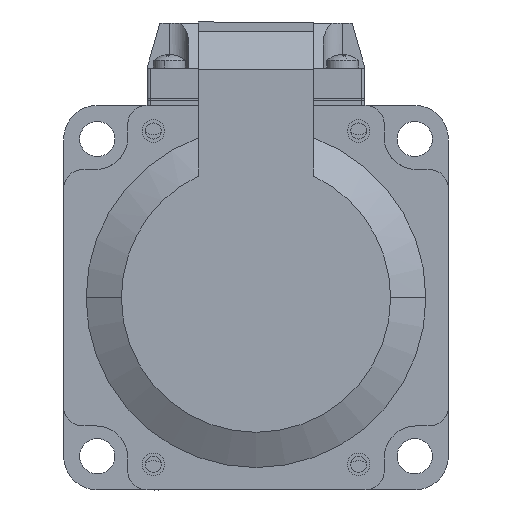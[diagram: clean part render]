
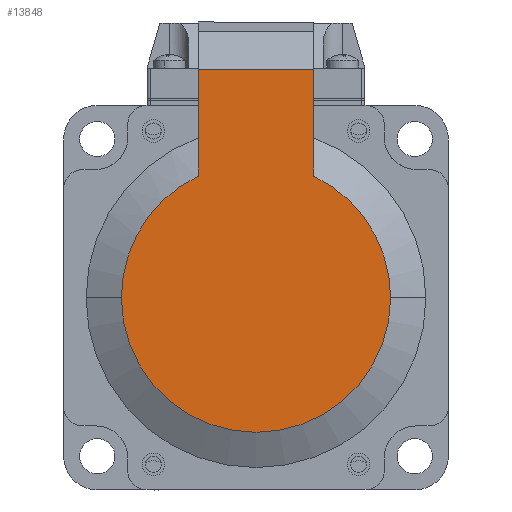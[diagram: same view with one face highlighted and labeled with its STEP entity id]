
A CAD part, left-side view. The second image highlights one B-rep face of the part: STEP entity #13848.
In plain terms, the highlighted planar face has unit normal (-1, 0, 0).
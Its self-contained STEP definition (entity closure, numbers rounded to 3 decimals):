
#588 = VERTEX_POINT ( 'NONE', #17840 ) ;
#610 = CARTESIAN_POINT ( 'NONE',  ( -26., 9., 35.583 ) ) ;
#838 = DIRECTION ( 'NONE',  ( 0., 0., 1. ) ) ;
#1041 = ORIENTED_EDGE ( 'NONE', *, *, #9620, .T. ) ;
#1344 = DIRECTION ( 'NONE',  ( 0., -1., 0. ) ) ;
#1414 = CARTESIAN_POINT ( 'NONE',  ( -26., 0., 0. ) ) ;
#1658 = EDGE_LOOP ( 'NONE', ( #4140, #7458, #14353, #14888, #1041, #21478 ) ) ;
#1767 = EDGE_CURVE ( 'NONE', #18238, #10705, #17286, .T. ) ;
#3235 = VERTEX_POINT ( 'NONE', #17522 ) ;
#3676 = DIRECTION ( 'NONE',  ( -1., 0., 0. ) ) ;
#4140 = ORIENTED_EDGE ( 'NONE', *, *, #18998, .F. ) ;
#4531 = CARTESIAN_POINT ( 'NONE',  ( -26., 9., 35.583 ) ) ;
#5587 = EDGE_CURVE ( 'NONE', #3235, #22681, #9552, .T. ) ;
#5636 = LINE ( 'NONE', #4531, #7566 ) ;
#5682 = CARTESIAN_POINT ( 'NONE',  ( -26., 0., 0. ) ) ;
#6516 = AXIS2_PLACEMENT_3D ( 'NONE', #1414, #15713, #17368 ) ;
#6719 = CARTESIAN_POINT ( 'NONE',  ( -26., 0., 0. ) ) ;
#7007 = CARTESIAN_POINT ( 'NONE',  ( -26., 9., 18.974 ) ) ;
#7458 = ORIENTED_EDGE ( 'NONE', *, *, #1767, .T. ) ;
#7566 = VECTOR ( 'NONE', #15384, 1000. ) ;
#8513 = DIRECTION ( 'NONE',  ( 0., 1., 0. ) ) ;
#9118 = AXIS2_PLACEMENT_3D ( 'NONE', #6719, #17716, #19373 ) ;
#9552 = CIRCLE ( 'NONE', #6516, 21. ) ;
#9620 = EDGE_CURVE ( 'NONE', #22681, #588, #9850, .T. ) ;
#9850 = LINE ( 'NONE', #13384, #18900 ) ;
#10374 = AXIS2_PLACEMENT_3D ( 'NONE', #21333, #15809, #8513 ) ;
#10705 = VERTEX_POINT ( 'NONE', #11699 ) ;
#11640 = LINE ( 'NONE', #15790, #22086 ) ;
#11699 = CARTESIAN_POINT ( 'NONE',  ( -26., 21., 0. ) ) ;
#13384 = CARTESIAN_POINT ( 'NONE',  ( -26., -9., 35.583 ) ) ;
#13848 = ADVANCED_FACE ( 'NONE', ( #14304 ), #14229, .T. ) ;
#14229 = PLANE ( 'NONE',  #10374 ) ;
#14304 = FACE_OUTER_BOUND ( 'NONE', #1658, .T. ) ;
#14353 = ORIENTED_EDGE ( 'NONE', *, *, #20683, .T. ) ;
#14888 = ORIENTED_EDGE ( 'NONE', *, *, #5587, .T. ) ;
#14947 = CIRCLE ( 'NONE', #9118, 21. ) ;
#15384 = DIRECTION ( 'NONE',  ( 0., 0., 1. ) ) ;
#15713 = DIRECTION ( 'NONE',  ( -1., 0., 0. ) ) ;
#15790 = CARTESIAN_POINT ( 'NONE',  ( -26., 9., 35.583 ) ) ;
#15809 = DIRECTION ( 'NONE',  ( -1., 0., 0. ) ) ;
#16503 = DIRECTION ( 'NONE',  ( 0., 1., 0. ) ) ;
#17286 = CIRCLE ( 'NONE', #18433, 21. ) ;
#17368 = DIRECTION ( 'NONE',  ( 0., 1., 0. ) ) ;
#17522 = CARTESIAN_POINT ( 'NONE',  ( -26., -21., 0. ) ) ;
#17716 = DIRECTION ( 'NONE',  ( -1., 0., 0. ) ) ;
#17840 = CARTESIAN_POINT ( 'NONE',  ( -26., -9., 35.583 ) ) ;
#18018 = VERTEX_POINT ( 'NONE', #610 ) ;
#18238 = VERTEX_POINT ( 'NONE', #7007 ) ;
#18433 = AXIS2_PLACEMENT_3D ( 'NONE', #5682, #3676, #16503 ) ;
#18900 = VECTOR ( 'NONE', #838, 1000. ) ;
#18998 = EDGE_CURVE ( 'NONE', #18238, #18018, #5636, .T. ) ;
#19373 = DIRECTION ( 'NONE',  ( 0., 1., 0. ) ) ;
#20683 = EDGE_CURVE ( 'NONE', #10705, #3235, #14947, .T. ) ;
#21333 = CARTESIAN_POINT ( 'NONE',  ( -26., 21., 0. ) ) ;
#21478 = ORIENTED_EDGE ( 'NONE', *, *, #23208, .F. ) ;
#22086 = VECTOR ( 'NONE', #1344, 1000. ) ;
#22681 = VERTEX_POINT ( 'NONE', #22787 ) ;
#22787 = CARTESIAN_POINT ( 'NONE',  ( -26., -9., 18.974 ) ) ;
#23208 = EDGE_CURVE ( 'NONE', #18018, #588, #11640, .T. ) ;
